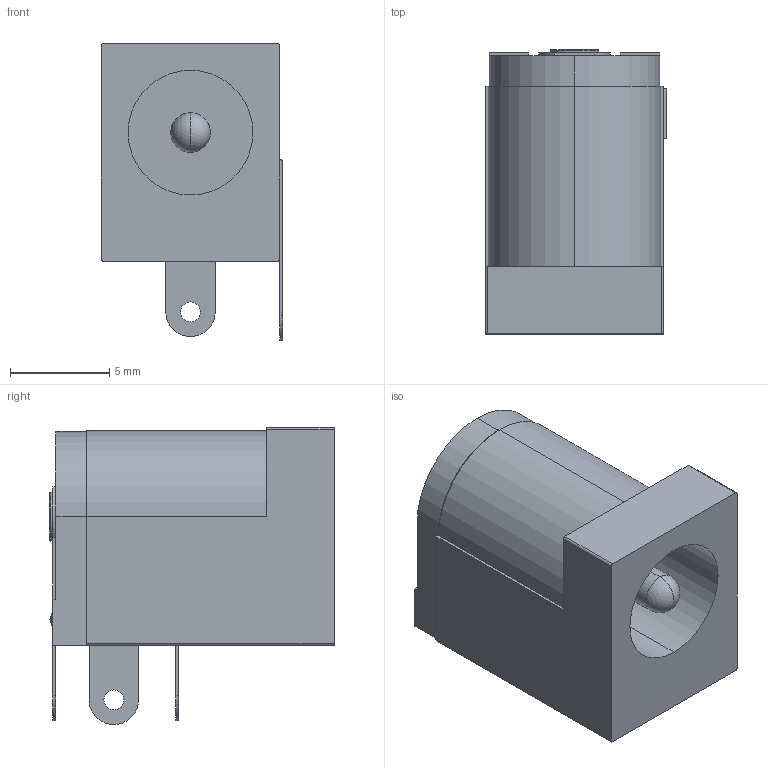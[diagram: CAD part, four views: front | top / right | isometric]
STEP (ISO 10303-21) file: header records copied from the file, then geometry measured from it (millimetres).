
FILE_DESCRIPTION (( 'STEP AP214' ), '1' );
FILE_NAME ('01A9A226-3A84-4B91-AE22-4118F089A3F6.STEP', '2022-07-09T03:30:26', ( '' ), ( '' ), 'SwSTEP 2.0', 'SolidWorks 2022', '' );
FILE_SCHEMA (( 'AUTOMOTIVE_DESIGN' ));
Length unit declared in the file: millimetre
Products named in the file (1): 01A9A226-3A84-4B91-AE22-4118F089A3F6
Bounding box: 9.15 x 14.35 x 15 mm (x, y, z)
Volume: 1018.9 mm3; surface area: 1022.5 mm2
Topology: 1 solids, 1 shells, 84 faces, 214 edges, 138 vertices
Faces by surface type: plane 41, cylinder 33, torus 8, sphere 2
Entity records: 3483 total; most frequent: DIRECTION 466, CARTESIAN_POINT 431, ORIENTED_EDGE 420, EDGE_CURVE 210, AXIS2_PLACEMENT_3D 171, VERTEX_POINT 136, VECTOR 124, LINE 124
